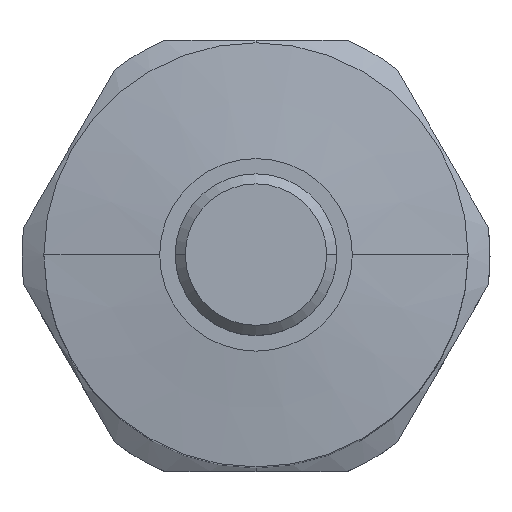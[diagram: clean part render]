
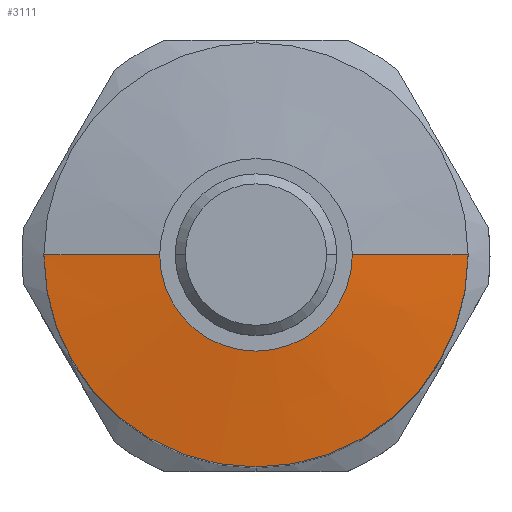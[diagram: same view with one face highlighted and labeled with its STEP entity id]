
A CAD part, top view. The second image highlights one B-rep face of the part: STEP entity #3111.
In plain terms, the highlighted conical face has half-angle 83.367 degrees and reference radius 15.75 mm.
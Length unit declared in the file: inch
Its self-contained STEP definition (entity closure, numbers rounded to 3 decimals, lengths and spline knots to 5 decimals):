
#101 = VERTEX_POINT ( 'NONE', #1470 ) ;
#249 = EDGE_CURVE ( 'NONE', #101, #3202, #880, .T. ) ;
#259 = ORIENTED_EDGE ( 'NONE', *, *, #1579, .F. ) ;
#282 = CIRCLE ( 'NONE', #2988, 0.2815 ) ;
#289 = DIRECTION ( 'NONE',  ( 0., 0., -1. ) ) ;
#403 = CARTESIAN_POINT ( 'NONE',  ( 0., 0., 0.42126 ) ) ;
#478 = FACE_OUTER_BOUND ( 'NONE', #1253, .T. ) ;
#558 = EDGE_CURVE ( 'NONE', #837, #3202, #2433, .T. ) ;
#569 = ORIENTED_EDGE ( 'NONE', *, *, #2543, .T. ) ;
#597 = LINE ( 'NONE', #1262, #1556 ) ;
#802 = DIRECTION ( 'NONE',  ( 0., 0., -1. ) ) ;
#814 = DIRECTION ( 'NONE',  ( 0., 0., -1. ) ) ;
#830 = DIRECTION ( 'NONE',  ( -1., 0., 0. ) ) ;
#837 = VERTEX_POINT ( 'NONE', #1759 ) ;
#880 = CIRCLE ( 'NONE', #2146, 0.62008 ) ;
#889 = AXIS2_PLACEMENT_3D ( 'NONE', #2288, #802, #1660 ) ;
#948 = CARTESIAN_POINT ( 'NONE',  ( -0.62008, 0., 0.38189 ) ) ;
#1253 = EDGE_LOOP ( 'NONE', ( #259, #569, #2506, #1443 ) ) ;
#1262 = CARTESIAN_POINT ( 'NONE',  ( 0.62008, 0., 0.38189 ) ) ;
#1443 = ORIENTED_EDGE ( 'NONE', *, *, #249, .F. ) ;
#1470 = CARTESIAN_POINT ( 'NONE',  ( 0.62008, 0., 0.38189 ) ) ;
#1556 = VECTOR ( 'NONE', #2514, 39.37008 ) ;
#1579 = EDGE_CURVE ( 'NONE', #1596, #101, #597, .T. ) ;
#1585 = CONICAL_SURFACE ( 'NONE', #889, 0.62008, 1.455 ) ;
#1596 = VERTEX_POINT ( 'NONE', #2881 ) ;
#1660 = DIRECTION ( 'NONE',  ( -1., 0., 0. ) ) ;
#1759 = CARTESIAN_POINT ( 'NONE',  ( -0.2815, 0., 0.42126 ) ) ;
#2146 = AXIS2_PLACEMENT_3D ( 'NONE', #2350, #814, #2725 ) ;
#2288 = CARTESIAN_POINT ( 'NONE',  ( 0., 0., 0.38189 ) ) ;
#2350 = CARTESIAN_POINT ( 'NONE',  ( 0., 0., 0.38189 ) ) ;
#2423 = VECTOR ( 'NONE', #3175, 39.37008 ) ;
#2433 = LINE ( 'NONE', #2958, #2423 ) ;
#2506 = ORIENTED_EDGE ( 'NONE', *, *, #558, .T. ) ;
#2514 = DIRECTION ( 'NONE',  ( 0.993, 0., -0.116 ) ) ;
#2543 = EDGE_CURVE ( 'NONE', #1596, #837, #282, .T. ) ;
#2725 = DIRECTION ( 'NONE',  ( -1., 0., 0. ) ) ;
#2881 = CARTESIAN_POINT ( 'NONE',  ( 0.2815, 0., 0.42126 ) ) ;
#2958 = CARTESIAN_POINT ( 'NONE',  ( -0.62008, 0., 0.38189 ) ) ;
#2988 = AXIS2_PLACEMENT_3D ( 'NONE', #403, #289, #830 ) ;
#3111 = ADVANCED_FACE ( 'FACE335', ( #478 ), #1585, .T. ) ;
#3175 = DIRECTION ( 'NONE',  ( -0.993, 0., -0.116 ) ) ;
#3202 = VERTEX_POINT ( 'NONE', #948 ) ;
